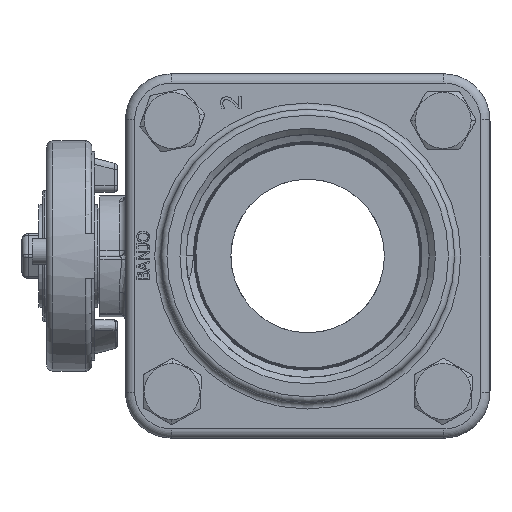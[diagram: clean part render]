
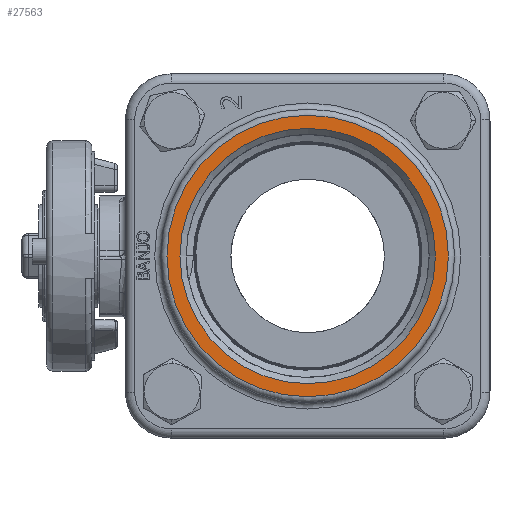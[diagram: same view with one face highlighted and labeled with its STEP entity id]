
A CAD part, left-side view. The second image highlights one B-rep face of the part: STEP entity #27563.
In plain terms, the highlighted planar face has unit normal (-1, 0, 0).
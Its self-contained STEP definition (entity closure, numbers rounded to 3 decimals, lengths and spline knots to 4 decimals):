
#716=FACE_BOUND('',#4933,.T.);
#1440=PLANE('',#29985);
#3210=FACE_OUTER_BOUND('',#4932,.T.);
#4932=EDGE_LOOP('',(#25084));
#4933=EDGE_LOOP('',(#25085));
#5783=CIRCLE('',#29981,1.375);
#5786=CIRCLE('',#29986,1.2475);
#13813=VERTEX_POINT('',#54463);
#13816=VERTEX_POINT('',#54473);
#17621=EDGE_CURVE('',#13813,#13813,#5783,.T.);
#17625=EDGE_CURVE('',#13816,#13816,#5786,.T.);
#25084=ORIENTED_EDGE('',*,*,#17621,.F.);
#25085=ORIENTED_EDGE('',*,*,#17625,.T.);
#27563=ADVANCED_FACE('',(#3210,#716),#1440,.T.);
#29981=AXIS2_PLACEMENT_3D('',#54465,#36245,#36246);
#29985=AXIS2_PLACEMENT_3D('',#54472,#36254,#36255);
#29986=AXIS2_PLACEMENT_3D('',#54474,#36256,#36257);
#36245=DIRECTION('center_axis',(1.,0.,0.));
#36246=DIRECTION('ref_axis',(0.,-1.,0.));
#36254=DIRECTION('center_axis',(-1.,0.,0.));
#36255=DIRECTION('ref_axis',(0.,0.,1.));
#36256=DIRECTION('center_axis',(1.,0.,0.));
#36257=DIRECTION('ref_axis',(0.,1.,0.));
#54463=CARTESIAN_POINT('',(0.,0.,1.375));
#54465=CARTESIAN_POINT('Origin',(0.,0.,0.));
#54472=CARTESIAN_POINT('Origin',(0.,1.3122,0.));
#54473=CARTESIAN_POINT('',(0.,-1.2475,0.));
#54474=CARTESIAN_POINT('Origin',(0.,0.,0.));
